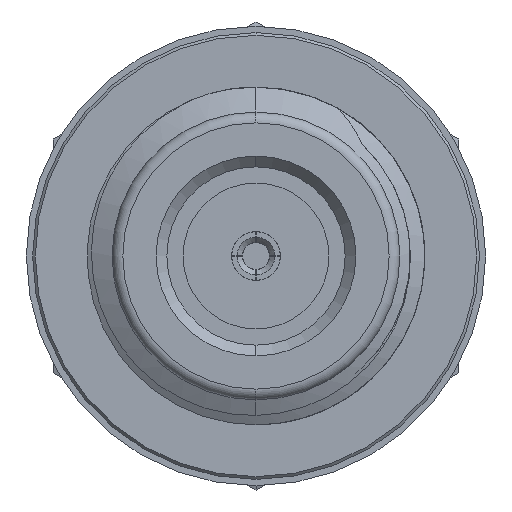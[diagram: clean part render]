
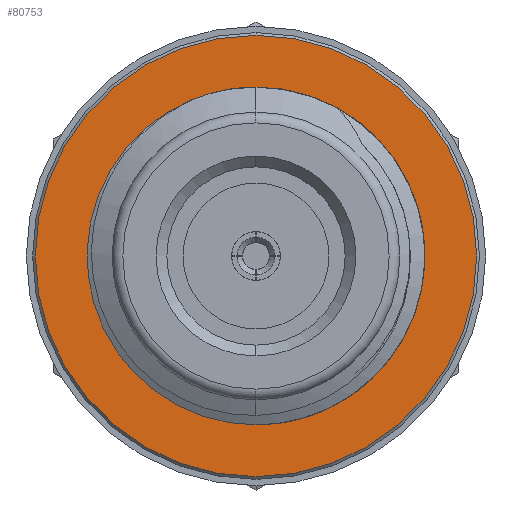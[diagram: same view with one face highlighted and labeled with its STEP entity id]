
A CAD part, left-side view. The second image highlights one B-rep face of the part: STEP entity #80753.
In plain terms, the highlighted planar face has unit normal (-1, 0, 0).
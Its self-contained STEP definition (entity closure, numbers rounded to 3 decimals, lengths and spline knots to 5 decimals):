
#8065 = DIRECTION ( 'NONE',  ( 0., 0., -1. ) ) ;
#8502 = DIRECTION ( 'NONE',  ( 0., 0., 1. ) ) ;
#12099 = DIRECTION ( 'NONE',  ( -1., 0., 0. ) ) ;
#13975 = VERTEX_POINT ( 'NONE', #48743 ) ;
#14332 = CARTESIAN_POINT ( 'NONE',  ( 0.5314, 0., -0.40835 ) ) ;
#14801 = CIRCLE ( 'NONE', #29057, 0.40835 ) ;
#15011 = EDGE_LOOP ( 'NONE', ( #45970, #58385 ) ) ;
#16787 = AXIS2_PLACEMENT_3D ( 'NONE', #29540, #71018, #29831 ) ;
#18410 = CARTESIAN_POINT ( 'NONE',  ( 0.5314, 0., 0. ) ) ;
#26276 = AXIS2_PLACEMENT_3D ( 'NONE', #18410, #12099, #59906 ) ;
#28454 = CARTESIAN_POINT ( 'NONE',  ( 0.5314, 0.30996, 0. ) ) ;
#28455 = ORIENTED_EDGE ( 'NONE', *, *, #83996, .F. ) ;
#29057 = AXIS2_PLACEMENT_3D ( 'NONE', #59990, #53401, #67460 ) ;
#29540 = CARTESIAN_POINT ( 'NONE',  ( 0.5314, 0., 0. ) ) ;
#29831 = DIRECTION ( 'NONE',  ( 0., 0., 1. ) ) ;
#32690 = EDGE_LOOP ( 'NONE', ( #28455, #80253 ) ) ;
#34517 = FACE_BOUND ( 'NONE', #32690, .T. ) ;
#37525 = VERTEX_POINT ( 'NONE', #14332 ) ;
#41146 = EDGE_CURVE ( 'NONE', #13975, #82877, #84896, .T. ) ;
#42789 = DIRECTION ( 'NONE',  ( -1., 0., 0. ) ) ;
#43347 = CARTESIAN_POINT ( 'NONE',  ( 0.5314, 0., 0.40835 ) ) ;
#45970 = ORIENTED_EDGE ( 'NONE', *, *, #61549, .T. ) ;
#48743 = CARTESIAN_POINT ( 'NONE',  ( 0.5314, 0., -0.30996 ) ) ;
#49262 = DIRECTION ( 'NONE',  ( 1., 0., 0. ) ) ;
#52420 = EDGE_CURVE ( 'NONE', #67905, #37525, #14801, .T. ) ;
#53401 = DIRECTION ( 'NONE',  ( -1., 0., 0. ) ) ;
#55994 = AXIS2_PLACEMENT_3D ( 'NONE', #83837, #42789, #8502 ) ;
#56987 = CIRCLE ( 'NONE', #16787, 0.30996 ) ;
#58385 = ORIENTED_EDGE ( 'NONE', *, *, #52420, .T. ) ;
#58719 = CIRCLE ( 'NONE', #26276, 0.40835 ) ;
#59906 = DIRECTION ( 'NONE',  ( 0., 0., -1. ) ) ;
#59990 = CARTESIAN_POINT ( 'NONE',  ( 0.5314, 0., 0. ) ) ;
#61549 = EDGE_CURVE ( 'NONE', #37525, #67905, #58719, .T. ) ;
#62781 = PLANE ( 'NONE',  #77008 ) ;
#67460 = DIRECTION ( 'NONE',  ( 0., 0., -1. ) ) ;
#67905 = VERTEX_POINT ( 'NONE', #43347 ) ;
#71018 = DIRECTION ( 'NONE',  ( -1., 0., 0. ) ) ;
#77008 = AXIS2_PLACEMENT_3D ( 'NONE', #28454, #49262, #8065 ) ;
#80253 = ORIENTED_EDGE ( 'NONE', *, *, #41146, .F. ) ;
#80753 = ADVANCED_FACE ( 'NONE', ( #81740, #34517 ), #62781, .F. ) ;
#81740 = FACE_OUTER_BOUND ( 'NONE', #15011, .T. ) ;
#82877 = VERTEX_POINT ( 'NONE', #86056 ) ;
#83837 = CARTESIAN_POINT ( 'NONE',  ( 0.5314, 0., 0. ) ) ;
#83996 = EDGE_CURVE ( 'NONE', #82877, #13975, #56987, .T. ) ;
#84896 = CIRCLE ( 'NONE', #55994, 0.30996 ) ;
#86056 = CARTESIAN_POINT ( 'NONE',  ( 0.5314, 0., 0.30996 ) ) ;
